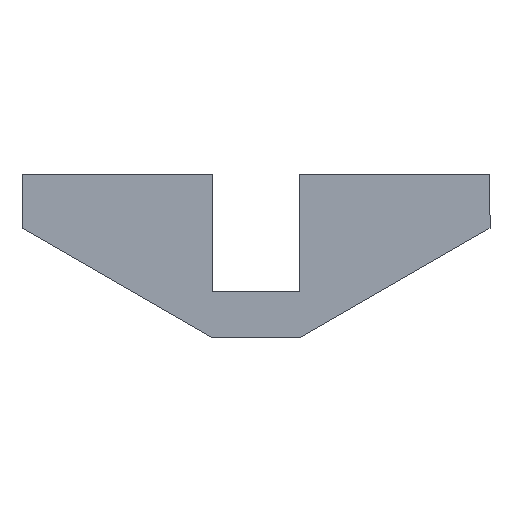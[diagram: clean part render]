
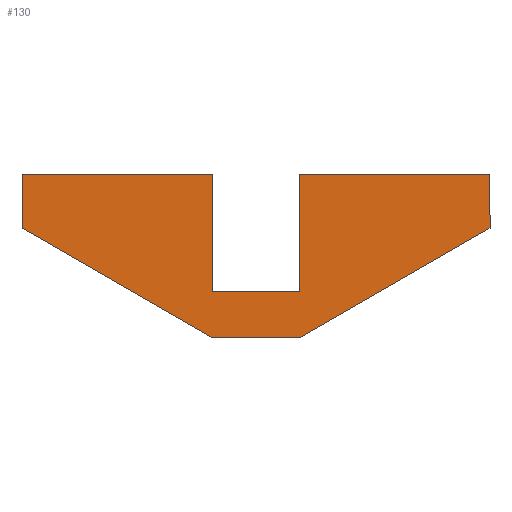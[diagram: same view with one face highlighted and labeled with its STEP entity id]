
A CAD part, front view. The second image highlights one B-rep face of the part: STEP entity #130.
In plain terms, the highlighted planar face has unit normal (0, -1, 0).
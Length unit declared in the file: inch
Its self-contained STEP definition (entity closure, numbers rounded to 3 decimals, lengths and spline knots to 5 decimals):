
#11 = LINE ( 'NONE', #158, #183 ) ;
#17 = CARTESIAN_POINT ( 'NONE',  ( 0.09375, 0., 0. ) ) ;
#19 = VECTOR ( 'NONE', #173, 39.37008 ) ;
#23 = ORIENTED_EDGE ( 'NONE', *, *, #129, .T. ) ;
#29 = LINE ( 'NONE', #292, #229 ) ;
#42 = DIRECTION ( 'NONE',  ( 0., 0., -1. ) ) ;
#49 = DIRECTION ( 'NONE',  ( 0., 0., -1. ) ) ;
#50 = ORIENTED_EDGE ( 'NONE', *, *, #370, .F. ) ;
#51 = CARTESIAN_POINT ( 'NONE',  ( 0.09375, 0., 0. ) ) ;
#53 = ORIENTED_EDGE ( 'NONE', *, *, #206, .F. ) ;
#54 = DIRECTION ( 'NONE',  ( 0., 0., 1. ) ) ;
#61 = ORIENTED_EDGE ( 'NONE', *, *, #82, .T. ) ;
#66 = LINE ( 'NONE', #17, #225 ) ;
#67 = CARTESIAN_POINT ( 'NONE',  ( 0.09375, 0., 0. ) ) ;
#76 = VERTEX_POINT ( 'NONE', #320 ) ;
#82 = EDGE_CURVE ( 'NONE', #106, #372, #11, .T. ) ;
#84 = CARTESIAN_POINT ( 'NONE',  ( 0., 0., 0. ) ) ;
#85 = DIRECTION ( 'NONE',  ( 1., 0., 0. ) ) ;
#87 = CARTESIAN_POINT ( 'NONE',  ( 0.09375, 0., 0.25 ) ) ;
#90 = VECTOR ( 'NONE', #223, 39.37008 ) ;
#93 = EDGE_CURVE ( 'NONE', #227, #106, #162, .T. ) ;
#95 = EDGE_LOOP ( 'NONE', ( #168, #379, #387, #61, #23, #298, #50, #53, #429, #392 ) ) ;
#97 = LINE ( 'NONE', #221, #265 ) ;
#102 = DIRECTION ( 'NONE',  ( -0.866, 0., -0.5 ) ) ;
#103 = LINE ( 'NONE', #279, #114 ) ;
#104 = CARTESIAN_POINT ( 'NONE',  ( 0.5, 0., 0.13455 ) ) ;
#106 = VERTEX_POINT ( 'NONE', #388 ) ;
#114 = VECTOR ( 'NONE', #102, 39.37008 ) ;
#119 = LINE ( 'NONE', #333, #203 ) ;
#120 = AXIS2_PLACEMENT_3D ( 'NONE', #84, #252, #325 ) ;
#129 = EDGE_CURVE ( 'NONE', #372, #408, #172, .T. ) ;
#130 = ADVANCED_FACE ( 'NONE', ( #386 ), #153, .F. ) ;
#136 = CARTESIAN_POINT ( 'NONE',  ( -0.5, 0., 0.13455 ) ) ;
#148 = EDGE_CURVE ( 'NONE', #178, #301, #97, .T. ) ;
#153 = PLANE ( 'NONE',  #120 ) ;
#158 = CARTESIAN_POINT ( 'NONE',  ( -0.5, 0., 0.25 ) ) ;
#162 = LINE ( 'NONE', #421, #90 ) ;
#163 = CARTESIAN_POINT ( 'NONE',  ( -0.09375, 0., 0.25 ) ) ;
#168 = ORIENTED_EDGE ( 'NONE', *, *, #260, .T. ) ;
#172 = LINE ( 'NONE', #253, #371 ) ;
#173 = DIRECTION ( 'NONE',  ( 0., 0., 1. ) ) ;
#178 = VERTEX_POINT ( 'NONE', #87 ) ;
#183 = VECTOR ( 'NONE', #49, 39.37008 ) ;
#203 = VECTOR ( 'NONE', #314, 39.37008 ) ;
#206 = EDGE_CURVE ( 'NONE', #301, #419, #29, .T. ) ;
#221 = CARTESIAN_POINT ( 'NONE',  ( 0.09375, 0., 0.25 ) ) ;
#223 = DIRECTION ( 'NONE',  ( -1., 0., 0. ) ) ;
#225 = VECTOR ( 'NONE', #369, 39.37008 ) ;
#227 = VERTEX_POINT ( 'NONE', #163 ) ;
#229 = VECTOR ( 'NONE', #42, 39.37008 ) ;
#252 = DIRECTION ( 'NONE',  ( 0., 1., 0. ) ) ;
#253 = CARTESIAN_POINT ( 'NONE',  ( -0.5, 0., 0.13455 ) ) ;
#260 = EDGE_CURVE ( 'NONE', #315, #410, #66, .T. ) ;
#265 = VECTOR ( 'NONE', #85, 39.37008 ) ;
#274 = EDGE_CURVE ( 'NONE', #315, #178, #294, .T. ) ;
#279 = CARTESIAN_POINT ( 'NONE',  ( 0.5, 0., 0.13455 ) ) ;
#288 = DIRECTION ( 'NONE',  ( 0.866, 0., -0.5 ) ) ;
#292 = CARTESIAN_POINT ( 'NONE',  ( 0.5, 0., 0.25 ) ) ;
#294 = LINE ( 'NONE', #51, #385 ) ;
#298 = ORIENTED_EDGE ( 'NONE', *, *, #330, .T. ) ;
#300 = LINE ( 'NONE', #407, #19 ) ;
#301 = VERTEX_POINT ( 'NONE', #427 ) ;
#314 = DIRECTION ( 'NONE',  ( 1., 0., 0. ) ) ;
#315 = VERTEX_POINT ( 'NONE', #67 ) ;
#320 = CARTESIAN_POINT ( 'NONE',  ( 0.09375, 0., -0.1 ) ) ;
#325 = DIRECTION ( 'NONE',  ( 0., 0., 1. ) ) ;
#330 = EDGE_CURVE ( 'NONE', #408, #76, #119, .T. ) ;
#331 = EDGE_CURVE ( 'NONE', #410, #227, #300, .T. ) ;
#333 = CARTESIAN_POINT ( 'NONE',  ( -0.09375, 0., -0.1 ) ) ;
#341 = CARTESIAN_POINT ( 'NONE',  ( -0.09375, 0., -0.1 ) ) ;
#343 = CARTESIAN_POINT ( 'NONE',  ( -0.09375, 0., 0. ) ) ;
#369 = DIRECTION ( 'NONE',  ( -1., 0., 0. ) ) ;
#370 = EDGE_CURVE ( 'NONE', #419, #76, #103, .T. ) ;
#371 = VECTOR ( 'NONE', #288, 39.37008 ) ;
#372 = VERTEX_POINT ( 'NONE', #136 ) ;
#379 = ORIENTED_EDGE ( 'NONE', *, *, #331, .T. ) ;
#385 = VECTOR ( 'NONE', #54, 39.37008 ) ;
#386 = FACE_OUTER_BOUND ( 'NONE', #95, .T. ) ;
#387 = ORIENTED_EDGE ( 'NONE', *, *, #93, .T. ) ;
#388 = CARTESIAN_POINT ( 'NONE',  ( -0.5, 0., 0.25 ) ) ;
#392 = ORIENTED_EDGE ( 'NONE', *, *, #274, .F. ) ;
#407 = CARTESIAN_POINT ( 'NONE',  ( -0.09375, 0., 0. ) ) ;
#408 = VERTEX_POINT ( 'NONE', #341 ) ;
#410 = VERTEX_POINT ( 'NONE', #343 ) ;
#419 = VERTEX_POINT ( 'NONE', #104 ) ;
#421 = CARTESIAN_POINT ( 'NONE',  ( -0.09375, 0., 0.25 ) ) ;
#427 = CARTESIAN_POINT ( 'NONE',  ( 0.5, 0., 0.25 ) ) ;
#429 = ORIENTED_EDGE ( 'NONE', *, *, #148, .F. ) ;
